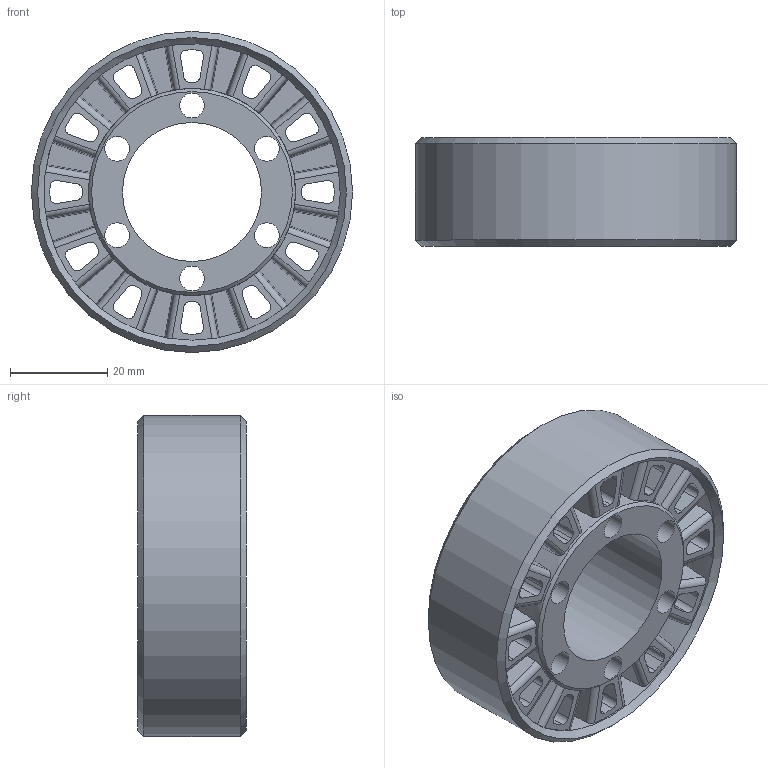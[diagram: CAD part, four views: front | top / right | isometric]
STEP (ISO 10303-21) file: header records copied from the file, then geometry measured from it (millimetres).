
FILE_DESCRIPTION(/* description */ ('STEP AP242','CAx-IF Rec.Pracs.---Representation and Presentation of Product Manufacturing Information (PMI)---4.0---2014-10-13','CAx-IF Rec.Pracs.---3D Tessellated Geometry---0.4---2014-09-14','2;1'),/* implementation_level */ '2;1');
FILE_NAME(/* name */ '66a7fa13c5476c571dc5ea46',/* time_stamp */ '2024-07-29T20:22:43Z',/* author */ (''),/* organization */ (''),/* preprocessor_version */ 'ST-DEVELOPER v20',/* originating_system */ ' ',/* authorisation */ ' ');
FILE_SCHEMA (('AP242_MANAGED_MODEL_BASED_3D_ENGINEERING_MIM_LF { 1 0 10303 442 1 1 4 }'));
Length unit declared in the file: metre
Products named in the file (1): Rim
Bounding box: 66.04 x 22.35 x 66.04 mm (x, y, z)
Volume: 42287.3 mm3; surface area: 21676.9 mm2
Topology: 1 solids, 1 shells, 260 faces, 766 edges, 508 vertices
Faces by surface type: cylinder 132, plane 122, cone 6
Full cylindrical faces by diameter (mm): 5.08 x6, 28.575 x1, 42.545 x2, 60.96 x2, 66.04 x1
Entity records: 8990 total; most frequent: CARTESIAN_POINT 1893, DIRECTION 1530, ORIENTED_EDGE 1488, EDGE_CURVE 744, AXIS2_PLACEMENT_3D 621, VERTEX_POINT 504, EDGE_LOOP 316, FACE_BOUND 316
